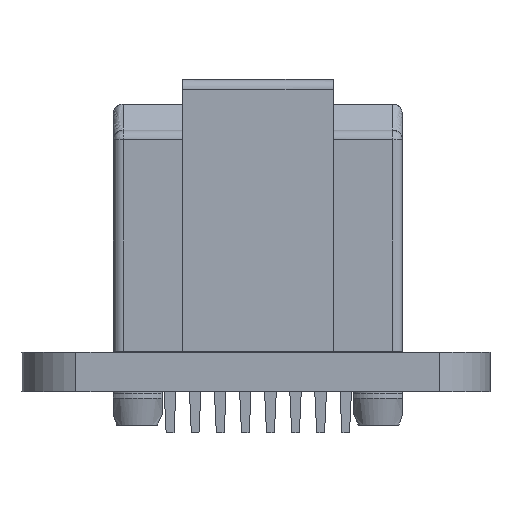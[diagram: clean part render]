
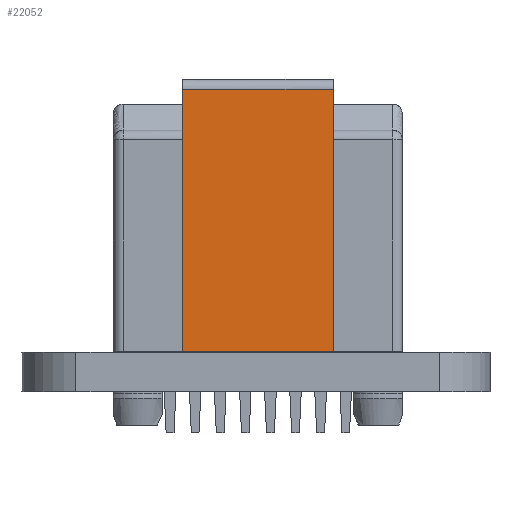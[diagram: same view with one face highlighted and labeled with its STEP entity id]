
A CAD part, left-side view. The second image highlights one B-rep face of the part: STEP entity #22052.
In plain terms, the highlighted free-form (B-spline) face has degree [1, 1] with [2, 2] control points.
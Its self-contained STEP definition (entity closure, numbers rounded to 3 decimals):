
#2985 = B_SPLINE_SURFACE_WITH_KNOTS('',1,1,(
    (#2986,#2987)
    ,(#2988,#2989
    )),.UNSPECIFIED.,.F.,.F.,.F.,(2,2),(2,2),(-5.5,5.5),(-1.681
    ,1.681),.PIECEWISE_BEZIER_KNOTS.);
#2986 = CARTESIAN_POINT('',(3.05,4.437,0.));
#2987 = CARTESIAN_POINT('',(3.05,7.8,0.));
#2988 = CARTESIAN_POINT('',(3.05,4.437,-11.));
#2989 = CARTESIAN_POINT('',(3.05,7.8,-11.));
#3035 = B_SPLINE_SURFACE_WITH_KNOTS('',1,1,(
    (#3036,#3037)
    ,(#3038,#3039
    )),.UNSPECIFIED.,.F.,.F.,.F.,(2,2),(2,2),(-5.5,5.5),(-1.681
    ,1.681),.PIECEWISE_BEZIER_KNOTS.);
#3036 = CARTESIAN_POINT('',(-3.05,4.437,0.));
#3037 = CARTESIAN_POINT('',(-3.05,7.8,0.));
#3038 = CARTESIAN_POINT('',(-3.05,4.437,-11.));
#3039 = CARTESIAN_POINT('',(-3.05,7.8,-11.));
#20056 = B_SPLINE_SURFACE_WITH_KNOTS('',1,1,(
    (#20057,#20058)
    ,(#20059,#20060
    )),.UNSPECIFIED.,.F.,.F.,.F.,(2,2),(2,2),(-2.405,
    2.405),(-5.85,5.85),.PIECEWISE_BEZIER_KNOTS.);
#20057 = CARTESIAN_POINT('',(-5.85,7.8,-11.));
#20058 = CARTESIAN_POINT('',(5.85,7.8,-11.));
#20059 = CARTESIAN_POINT('',(-5.85,2.99,-11.));
#20060 = CARTESIAN_POINT('',(5.85,2.99,-11.));
#21727 = VERTEX_POINT('',#21728);
#21728 = CARTESIAN_POINT('',(-3.05,7.8,-11.));
#21746 = EDGE_CURVE('',#21747,#21727,#21749,.T.);
#21747 = VERTEX_POINT('',#21748);
#21748 = CARTESIAN_POINT('',(-3.05,7.8,-0.4));
#21749 = SURFACE_CURVE('',#21750,(#21753,#21759),.PCURVE_S1.);
#21750 = B_SPLINE_CURVE_WITH_KNOTS('',1,(#21751,#21752),.UNSPECIFIED.,
  .F.,.F.,(2,2),(0.,10.6),.PIECEWISE_BEZIER_KNOTS.);
#21751 = CARTESIAN_POINT('',(-3.05,7.8,-0.4));
#21752 = CARTESIAN_POINT('',(-3.05,7.8,-11.));
#21753 = PCURVE('',#3035,#21754);
#21754 = DEFINITIONAL_REPRESENTATION('',(#21755),#21758);
#21755 = B_SPLINE_CURVE_WITH_KNOTS('',1,(#21756,#21757),.UNSPECIFIED.,
  .F.,.F.,(2,2),(0.,10.6),.PIECEWISE_BEZIER_KNOTS.);
#21756 = CARTESIAN_POINT('',(-5.1,1.681));
#21757 = CARTESIAN_POINT('',(5.5,1.681));
#21758 = ( GEOMETRIC_REPRESENTATION_CONTEXT(2) 
PARAMETRIC_REPRESENTATION_CONTEXT() REPRESENTATION_CONTEXT('2D SPACE',''
  ) );
#21759 = PCURVE('',#21760,#21765);
#21760 = B_SPLINE_SURFACE_WITH_KNOTS('',1,1,(
    (#21761,#21762)
    ,(#21763,#21764
    )),.UNSPECIFIED.,.F.,.F.,.F.,(2,2),(2,2),(-5.3,5.3),(
    -3.05,3.05),.PIECEWISE_BEZIER_KNOTS.);
#21761 = CARTESIAN_POINT('',(3.05,7.8,-0.4));
#21762 = CARTESIAN_POINT('',(-3.05,7.8,-0.4));
#21763 = CARTESIAN_POINT('',(3.05,7.8,-11.));
#21764 = CARTESIAN_POINT('',(-3.05,7.8,-11.));
#21765 = DEFINITIONAL_REPRESENTATION('',(#21766),#21769);
#21766 = B_SPLINE_CURVE_WITH_KNOTS('',1,(#21767,#21768),.UNSPECIFIED.,
  .F.,.F.,(2,2),(0.,10.6),.PIECEWISE_BEZIER_KNOTS.);
#21767 = CARTESIAN_POINT('',(-5.3,3.05));
#21768 = CARTESIAN_POINT('',(5.3,3.05));
#21769 = ( GEOMETRIC_REPRESENTATION_CONTEXT(2) 
PARAMETRIC_REPRESENTATION_CONTEXT() REPRESENTATION_CONTEXT('2D SPACE',''
  ) );
#21785 = ( BOUNDED_SURFACE() B_SPLINE_SURFACE(2,1,(
    (#21786,#21787)
    ,(#21788,#21789)
    ,(#21790,#21791
)),.UNSPECIFIED.,.F.,.F.,.F.) B_SPLINE_SURFACE_WITH_KNOTS((3,3),(2,2),(
    0.,1.571),(0.,6.1),.PIECEWISE_BEZIER_KNOTS.) 
GEOMETRIC_REPRESENTATION_ITEM() RATIONAL_B_SPLINE_SURFACE((
    (1.,1.)
    ,(0.707,0.707)
,(1.,1.))) REPRESENTATION_ITEM('') SURFACE() );
#21786 = CARTESIAN_POINT('',(3.05,7.4,0.));
#21787 = CARTESIAN_POINT('',(-3.05,7.4,0.));
#21788 = CARTESIAN_POINT('',(3.05,7.8,0.));
#21789 = CARTESIAN_POINT('',(-3.05,7.8,0.));
#21790 = CARTESIAN_POINT('',(3.05,7.8,-0.4));
#21791 = CARTESIAN_POINT('',(-3.05,7.8,-0.4));
#21890 = VERTEX_POINT('',#21891);
#21891 = CARTESIAN_POINT('',(3.05,7.8,-0.4));
#22016 = VERTEX_POINT('',#22017);
#22017 = CARTESIAN_POINT('',(3.05,7.8,-11.));
#22035 = EDGE_CURVE('',#22016,#21890,#22036,.T.);
#22036 = SURFACE_CURVE('',#22037,(#22040,#22046),.PCURVE_S1.);
#22037 = B_SPLINE_CURVE_WITH_KNOTS('',1,(#22038,#22039),.UNSPECIFIED.,
  .F.,.F.,(2,2),(0.,10.6),.PIECEWISE_BEZIER_KNOTS.);
#22038 = CARTESIAN_POINT('',(3.05,7.8,-11.));
#22039 = CARTESIAN_POINT('',(3.05,7.8,-0.4));
#22040 = PCURVE('',#2985,#22041);
#22041 = DEFINITIONAL_REPRESENTATION('',(#22042),#22045);
#22042 = B_SPLINE_CURVE_WITH_KNOTS('',1,(#22043,#22044),.UNSPECIFIED.,
  .F.,.F.,(2,2),(0.,10.6),.PIECEWISE_BEZIER_KNOTS.);
#22043 = CARTESIAN_POINT('',(5.5,1.681));
#22044 = CARTESIAN_POINT('',(-5.1,1.681));
#22045 = ( GEOMETRIC_REPRESENTATION_CONTEXT(2) 
PARAMETRIC_REPRESENTATION_CONTEXT() REPRESENTATION_CONTEXT('2D SPACE',''
  ) );
#22046 = PCURVE('',#21760,#22047);
#22047 = DEFINITIONAL_REPRESENTATION('',(#22048),#22051);
#22048 = B_SPLINE_CURVE_WITH_KNOTS('',1,(#22049,#22050),.UNSPECIFIED.,
  .F.,.F.,(2,2),(0.,10.6),.PIECEWISE_BEZIER_KNOTS.);
#22049 = CARTESIAN_POINT('',(5.3,-3.05));
#22050 = CARTESIAN_POINT('',(-5.3,-3.05));
#22051 = ( GEOMETRIC_REPRESENTATION_CONTEXT(2) 
PARAMETRIC_REPRESENTATION_CONTEXT() REPRESENTATION_CONTEXT('2D SPACE',''
  ) );
#22052 = ADVANCED_FACE('',(#22053),#21760,.T.);
#22053 = FACE_BOUND('',#22054,.F.);
#22054 = EDGE_LOOP('',(#22055,#22073,#22074,#22093));
#22055 = ORIENTED_EDGE('',*,*,#22056,.F.);
#22056 = EDGE_CURVE('',#22016,#21727,#22057,.T.);
#22057 = SURFACE_CURVE('',#22058,(#22061,#22067),.PCURVE_S1.);
#22058 = B_SPLINE_CURVE_WITH_KNOTS('',1,(#22059,#22060),.UNSPECIFIED.,
  .F.,.F.,(2,2),(0.,6.1),.PIECEWISE_BEZIER_KNOTS.);
#22059 = CARTESIAN_POINT('',(3.05,7.8,-11.));
#22060 = CARTESIAN_POINT('',(-3.05,7.8,-11.));
#22061 = PCURVE('',#21760,#22062);
#22062 = DEFINITIONAL_REPRESENTATION('',(#22063),#22066);
#22063 = B_SPLINE_CURVE_WITH_KNOTS('',1,(#22064,#22065),.UNSPECIFIED.,
  .F.,.F.,(2,2),(0.,6.1),.PIECEWISE_BEZIER_KNOTS.);
#22064 = CARTESIAN_POINT('',(5.3,-3.05));
#22065 = CARTESIAN_POINT('',(5.3,3.05));
#22066 = ( GEOMETRIC_REPRESENTATION_CONTEXT(2) 
PARAMETRIC_REPRESENTATION_CONTEXT() REPRESENTATION_CONTEXT('2D SPACE',''
  ) );
#22067 = PCURVE('',#20056,#22068);
#22068 = DEFINITIONAL_REPRESENTATION('',(#22069),#22072);
#22069 = B_SPLINE_CURVE_WITH_KNOTS('',1,(#22070,#22071),.UNSPECIFIED.,
  .F.,.F.,(2,2),(0.,6.1),.PIECEWISE_BEZIER_KNOTS.);
#22070 = CARTESIAN_POINT('',(-2.405,3.05));
#22071 = CARTESIAN_POINT('',(-2.405,-3.05));
#22072 = ( GEOMETRIC_REPRESENTATION_CONTEXT(2) 
PARAMETRIC_REPRESENTATION_CONTEXT() REPRESENTATION_CONTEXT('2D SPACE',''
  ) );
#22073 = ORIENTED_EDGE('',*,*,#22035,.T.);
#22074 = ORIENTED_EDGE('',*,*,#22075,.F.);
#22075 = EDGE_CURVE('',#21747,#21890,#22076,.T.);
#22076 = SURFACE_CURVE('',#22077,(#22080,#22086),.PCURVE_S1.);
#22077 = B_SPLINE_CURVE_WITH_KNOTS('',1,(#22078,#22079),.UNSPECIFIED.,
  .F.,.F.,(2,2),(0.,6.1),.PIECEWISE_BEZIER_KNOTS.);
#22078 = CARTESIAN_POINT('',(-3.05,7.8,-0.4));
#22079 = CARTESIAN_POINT('',(3.05,7.8,-0.4));
#22080 = PCURVE('',#21760,#22081);
#22081 = DEFINITIONAL_REPRESENTATION('',(#22082),#22085);
#22082 = B_SPLINE_CURVE_WITH_KNOTS('',1,(#22083,#22084),.UNSPECIFIED.,
  .F.,.F.,(2,2),(0.,6.1),.PIECEWISE_BEZIER_KNOTS.);
#22083 = CARTESIAN_POINT('',(-5.3,3.05));
#22084 = CARTESIAN_POINT('',(-5.3,-3.05));
#22085 = ( GEOMETRIC_REPRESENTATION_CONTEXT(2) 
PARAMETRIC_REPRESENTATION_CONTEXT() REPRESENTATION_CONTEXT('2D SPACE',''
  ) );
#22086 = PCURVE('',#21785,#22087);
#22087 = DEFINITIONAL_REPRESENTATION('',(#22088),#22092);
#22088 = B_SPLINE_CURVE_WITH_KNOTS('',2,(#22089,#22090,#22091),
  .UNSPECIFIED.,.F.,.F.,(3,3),(0.,6.1),.PIECEWISE_BEZIER_KNOTS.);
#22089 = CARTESIAN_POINT('',(1.571,6.1));
#22090 = CARTESIAN_POINT('',(1.571,3.05));
#22091 = CARTESIAN_POINT('',(1.571,0.));
#22092 = ( GEOMETRIC_REPRESENTATION_CONTEXT(2) 
PARAMETRIC_REPRESENTATION_CONTEXT() REPRESENTATION_CONTEXT('2D SPACE',''
  ) );
#22093 = ORIENTED_EDGE('',*,*,#21746,.T.);
